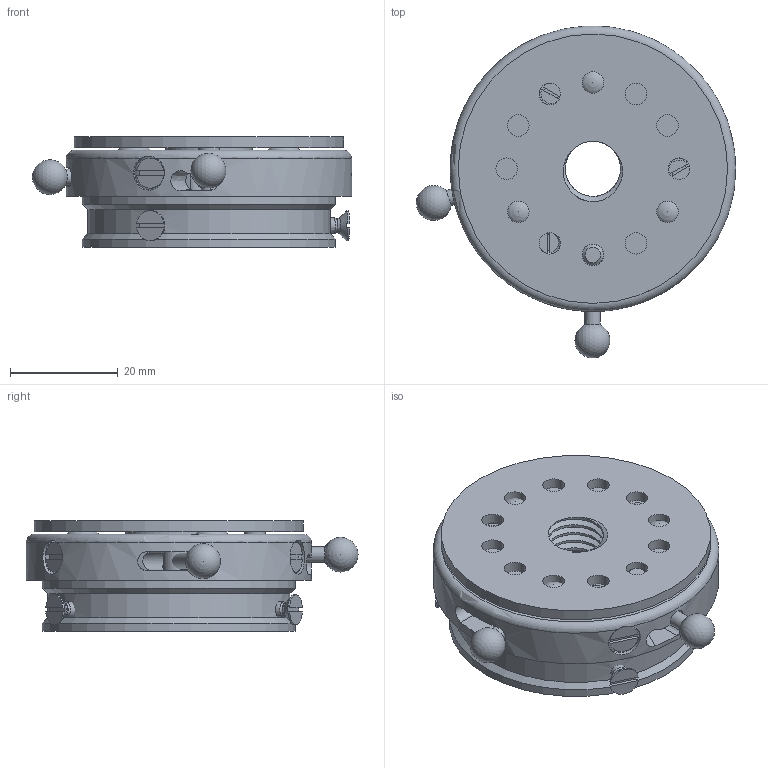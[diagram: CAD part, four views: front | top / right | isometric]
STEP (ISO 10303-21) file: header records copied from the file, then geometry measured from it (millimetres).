
FILE_DESCRIPTION(/* description */ (''),/* implementation_level */ '2;1');
FILE_NAME(/* name */ 'PRD-0109-1xxx-Wrist v79.step',/* time_stamp */ '2021-01-18T23:15:06+01:00',/* author */ (''),/* organization */ (''),/* preprocessor_version */ 'ST-DEVELOPER v18.1',/* originating_system */ 'Autodesk Translation Framework v9.7.1.1290',/* authorisation */ '');
FILE_SCHEMA (('AUTOMOTIVE_DESIGN { 1 0 10303 214 3 1 1 }'));
Length unit declared in the file: millimetre
Products named in the file (24): PRD-0109-1xxx-Wrist; ASM-0109-11xx-Inner_body; M-0109_1101-Wrist_Internal_Body; ASM-0109_113x-Locking_Mechanism; M-0109_1132-Locking_Pin; M-0109_1131-Locking_Lever; C-0109_1133-FERROFLEX_VD-052C-1; M-0109_1102-Cover Plate; ASM-0109_114x-Spring Ball Mechanisms; E-LIB-03_1141-Ball_D7_mm_SS; C-0109_1142-FERROFLEX_VD-101-3; 210208-2X6; ASM-0109-12xx-Quick_connection; M-0109_1201-Blade_Opener; M-0109_1202-Blade_Opener_Lever; M-0109_1203-Blade1; M-0109_1204-Blade2; C-0109_1205-FERROFLEX RZ_043I_1; M-0109_1207-BladePinScrew; ASM-0109-13xx_B-Outer_body; 1403001; M-0109_1301-Lamination_ring_B; ASM-0109-14xx-Tool_holder; M-0109-1401-Attachment_Plate_M12
Assembly tree (35 placements, depth 4):
  PRD-0109-1xxx-Wrist
    ASM-0109-11xx-Inner_body
      M-0109_1101-Wrist_Internal_Body
      ASM-0109_113x-Locking_Mechanism
        M-0109_1132-Locking_Pin
        M-0109_1131-Locking_Lever
        C-0109_1133-FERROFLEX_VD-052C-1
      M-0109_1102-Cover Plate
      ASM-0109_114x-Spring Ball Mechanisms
        E-LIB-03_1141-Ball_D7_mm_SS  x3
        C-0109_1142-FERROFLEX_VD-101-3  x3
      210208-2X6  x3
    ASM-0109-12xx-Quick_connection
      M-0109_1201-Blade_Opener
      M-0109_1202-Blade_Opener_Lever
      M-0109_1203-Blade1
      M-0109_1204-Blade2
      C-0109_1205-FERROFLEX RZ_043I_1
      M-0109_1207-BladePinScrew  x2
    ASM-0109-13xx_B-Outer_body
      1403001  x6
      M-0109_1301-Lamination_ring_B
    ASM-0109-14xx-Tool_holder
      M-0109-1401-Attachment_Plate_M12
Bounding box: 59.28 x 61.62 x 20.5 mm (x, y, z)
Volume: 28339.8 mm3; surface area: 25835 mm2
Topology: 29 solids, 29 shells, 394 faces, 994 edges, 652 vertices
Faces by surface type: cylinder 154, plane 146, cone 43, bspline 26, torus 18, sphere 7
Full cylindrical faces by diameter (mm): 0.5 x4, 1.623 x3, 1.933 x3, 2.5 x2, 2.529 x9, 2.625 x6, 2.8 x1, 2.927 x10, 3 x2, 3.4 x3, 3.5 x4, 3.9 x1, 4 x14, 4.5 x1, 4.8 x4, 5 x3, 6.3 x3, 7.2 x3, 8 x2, 10.274 x10, 12.226 x10, 13.5 x1, 16 x3, 16.2 x1, 41.5 x3, 45 x1, 47 x2, 50 x1, 53 x1
Entity records: 21931 total; most frequent: CARTESIAN_POINT 14368, DIRECTION 1451, ORIENTED_EDGE 1422, EDGE_CURVE 711, AXIS2_PLACEMENT_3D 604, VERTEX_POINT 477, EDGE_LOOP 374, CIRCLE 281
